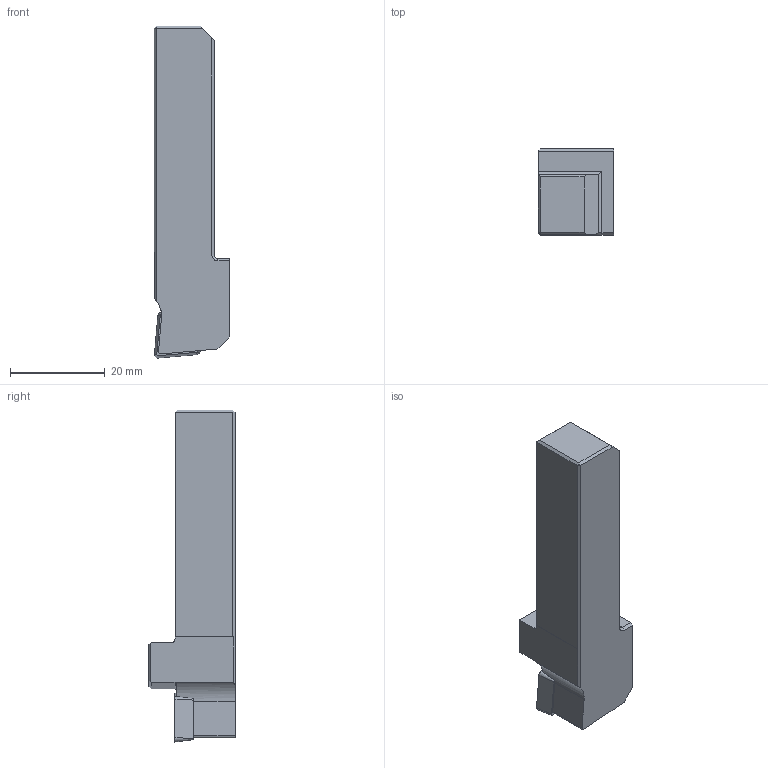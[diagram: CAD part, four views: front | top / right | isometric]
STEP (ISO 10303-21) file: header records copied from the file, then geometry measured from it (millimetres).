
FILE_DESCRIPTION(/* description */ (''),/* implementation_level */ '2;1');
FILE_NAME(/* name */ '1662443831968.stp',/* time_stamp */ '2022-09-06T07:57:28+02:00',/* author */ (''),/* organization */ ('SMS'),/* preprocessor_version */ 'ST-DEVELOPER v16.7',/* originating_system */ 'SIEMENS PLM Software NX 12.0',/* authorisation */ '');
FILE_SCHEMA (('AUTOMOTIVE_DESIGN { 1 0 10303 214 3 1 1 1 }'));
Length unit declared in the file: millimetre
Products named in the file (4): ASSEMBLY_CONSTRUCTION; IsoTurningInsert; 204291466mod000_00; 204291467mod000_00
Assembly tree (3 placements, depth 2):
  204291467mod000_00
    204291466mod000_00
    IsoTurningInsert
    ASSEMBLY_CONSTRUCTION
Bounding box: 16 x 18.2 x 69.96 mm (x, y, z)
Volume: 12323 mm3; surface area: 4519.4 mm2
Topology: 2 solids, 2 shells, 55 faces, 142 edges, 99 vertices
Faces by surface type: plane 36, cone 8, cylinder 7, torus 4
Full cylindrical faces by diameter (mm): 4.4 x2
Entity records: 1845 total; most frequent: CARTESIAN_POINT 356, DIRECTION 291, ORIENTED_EDGE 258, EDGE_CURVE 129, AXIS2_PLACEMENT_3D 98, LINE 95, VECTOR 95, VERTEX_POINT 87
